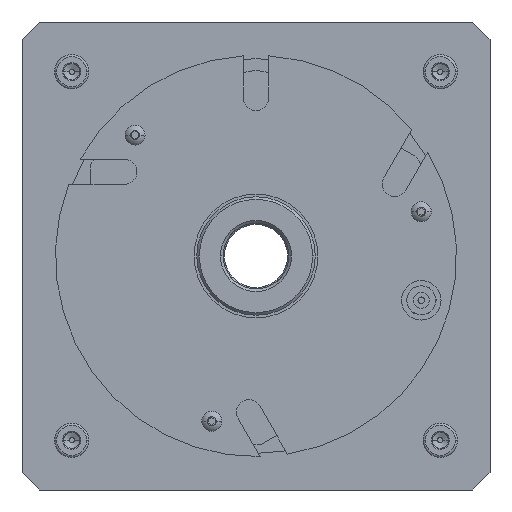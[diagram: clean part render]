
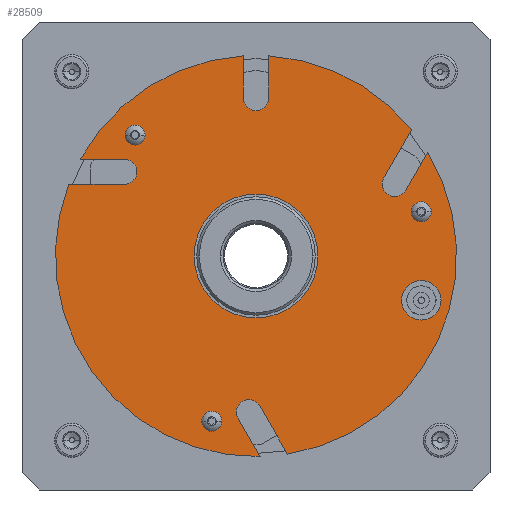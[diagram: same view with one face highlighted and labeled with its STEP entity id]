
A CAD part, front view. The second image highlights one B-rep face of the part: STEP entity #28509.
In plain terms, the highlighted planar face has unit normal (0, -1, 0).
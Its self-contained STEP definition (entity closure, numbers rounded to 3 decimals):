
#28012=CARTESIAN_POINT('',(0.,-109.022,0.));
#28013=DIRECTION('',(0.,-1.,0.));
#28014=DIRECTION('',(-1.,0.,0.));
#28015=AXIS2_PLACEMENT_3D('',#28012,#28013,#28014);
#28017=CARTESIAN_POINT('',(0.,-109.022,0.));
#28018=DIRECTION('',(0.,-1.,0.));
#28019=DIRECTION('',(1.,0.,0.));
#28020=AXIS2_PLACEMENT_3D('',#28017,#28018,#28019);
#28022=CARTESIAN_POINT('',(-16.823,-109.022,-62.785));
#28023=DIRECTION('',(0.,-1.,0.));
#28024=DIRECTION('',(1.,0.,0.));
#28025=AXIS2_PLACEMENT_3D('',#28022,#28023,#28024);
#28027=CARTESIAN_POINT('',(-16.823,-109.022,-62.785));
#28028=DIRECTION('',(0.,-1.,0.));
#28029=DIRECTION('',(-1.,0.,0.));
#28030=AXIS2_PLACEMENT_3D('',#28027,#28028,#28029);
#28032=CARTESIAN_POINT('',(-45.962,-109.022,45.962));
#28033=DIRECTION('',(0.,-1.,0.));
#28034=DIRECTION('',(-0.5,0.,-0.866));
#28035=AXIS2_PLACEMENT_3D('',#28032,#28033,#28034);
#28037=CARTESIAN_POINT('',(-45.962,-109.022,45.962));
#28038=DIRECTION('',(0.,-1.,0.));
#28039=DIRECTION('',(0.5,0.,0.866));
#28040=AXIS2_PLACEMENT_3D('',#28037,#28038,#28039);
#28042=CARTESIAN_POINT('',(62.785,-109.022,16.823));
#28043=DIRECTION('',(0.,-1.,0.));
#28044=DIRECTION('',(-0.5,0.,0.866));
#28045=AXIS2_PLACEMENT_3D('',#28042,#28043,#28044);
#28047=CARTESIAN_POINT('',(62.785,-109.022,16.823));
#28048=DIRECTION('',(0.,-1.,0.));
#28049=DIRECTION('',(0.5,0.,-0.866));
#28050=AXIS2_PLACEMENT_3D('',#28047,#28048,#28049);
#28052=CARTESIAN_POINT('',(62.785,-109.022,-16.823));
#28053=DIRECTION('',(0.,-1.,0.));
#28054=DIRECTION('',(-1.,0.,0.));
#28055=AXIS2_PLACEMENT_3D('',#28052,#28053,#28054);
#28057=CARTESIAN_POINT('',(62.785,-109.022,-16.823));
#28058=DIRECTION('',(0.,-1.,0.));
#28059=DIRECTION('',(1.,0.,0.));
#28060=AXIS2_PLACEMENT_3D('',#28057,#28058,#28059);
#28062=DIRECTION('',(0.,0.,-1.));
#28063=VECTOR('',#28062,16.052);
#28064=CARTESIAN_POINT('',(-4.75,-109.022,76.052));
#28065=LINE('',#28064,#28063);
#28066=CARTESIAN_POINT('',(0.,-109.022,60.));
#28067=DIRECTION('',(0.,-1.,0.));
#28068=DIRECTION('',(-1.,0.,0.));
#28069=AXIS2_PLACEMENT_3D('',#28066,#28067,#28068);
#28071=DIRECTION('',(0.,0.,1.));
#28072=VECTOR('',#28071,16.052);
#28073=CARTESIAN_POINT('',(4.75,-109.022,60.));
#28074=LINE('',#28073,#28072);
#28075=DIRECTION('',(-0.5,0.,-0.866));
#28076=VECTOR('',#28075,21.161);
#28077=CARTESIAN_POINT('',(59.18,-109.022,48.002));
#28078=LINE('',#28077,#28076);
#28079=CARTESIAN_POINT('',(52.713,-109.022,27.301));
#28080=DIRECTION('',(0.,-1.,0.));
#28081=DIRECTION('',(-0.866,0.,0.5));
#28082=AXIS2_PLACEMENT_3D('',#28079,#28080,#28081);
#28084=DIRECTION('',(0.5,0.,0.866));
#28085=VECTOR('',#28084,16.752);
#28086=CARTESIAN_POINT('',(56.826,-109.022,24.926));
#28087=LINE('',#28086,#28085);
#28088=DIRECTION('',(-0.5,0.,0.866));
#28089=VECTOR('',#28088,21.161);
#28090=CARTESIAN_POINT('',(11.981,-109.022,-75.252));
#28091=LINE('',#28090,#28089);
#28092=CARTESIAN_POINT('',(-2.713,-109.022,-59.301));
#28093=DIRECTION('',(0.,-1.,0.));
#28094=DIRECTION('',(0.866,0.,0.5));
#28095=AXIS2_PLACEMENT_3D('',#28092,#28093,#28094);
#28097=DIRECTION('',(0.5,0.,-0.866));
#28098=VECTOR('',#28097,16.752);
#28099=CARTESIAN_POINT('',(-6.826,-109.022,-61.676));
#28100=LINE('',#28099,#28098);
#28101=DIRECTION('',(1.,0.,0.));
#28102=VECTOR('',#28101,21.161);
#28103=CARTESIAN_POINT('',(-71.161,-109.022,27.25));
#28104=LINE('',#28103,#28102);
#28105=CARTESIAN_POINT('',(-50.,-109.022,32.));
#28106=DIRECTION('',(0.,-1.,0.));
#28107=DIRECTION('',(0.,0.,-1.));
#28108=AXIS2_PLACEMENT_3D('',#28105,#28106,#28107);
#28110=DIRECTION('',(-1.,0.,0.));
#28111=VECTOR('',#28110,16.752);
#28112=CARTESIAN_POINT('',(-50.,-109.022,36.75));
#28113=LINE('',#28112,#28111);
#28245=CARTESIAN_POINT('',(0.,-109.022,0.));
#28246=DIRECTION('',(0.,-1.,0.));
#28247=DIRECTION('',(-0.934,0.,0.358));
#28248=AXIS2_PLACEMENT_3D('',#28245,#28246,#28247);
#28254=CARTESIAN_POINT('',(0.,-109.022,0.));
#28255=DIRECTION('',(0.,-1.,0.));
#28256=DIRECTION('',(0.157,0.,-0.988));
#28257=AXIS2_PLACEMENT_3D('',#28254,#28255,#28256);
#28272=CARTESIAN_POINT('',(0.,-109.022,0.));
#28273=DIRECTION('',(0.,-1.,0.));
#28274=DIRECTION('',(-0.062,0.,0.998));
#28275=AXIS2_PLACEMENT_3D('',#28272,#28273,#28274);
#28299=CARTESIAN_POINT('',(0.,-109.022,0.));
#28300=DIRECTION('',(0.,-1.,0.));
#28301=DIRECTION('',(0.777,0.,0.63));
#28302=AXIS2_PLACEMENT_3D('',#28299,#28300,#28301);
#28336=CARTESIAN_POINT('',(-23.5,-109.022,0.));
#28337=CARTESIAN_POINT('',(23.5,-109.022,0.));
#28338=VERTEX_POINT('',#28336);
#28339=VERTEX_POINT('',#28337);
#28344=CARTESIAN_POINT('',(-18.973,-109.022,-62.785));
#28345=CARTESIAN_POINT('',(-14.673,-109.022,-62.785));
#28346=VERTEX_POINT('',#28344);
#28347=VERTEX_POINT('',#28345);
#28352=CARTESIAN_POINT('',(-44.887,-109.022,47.824));
#28353=CARTESIAN_POINT('',(-47.037,-109.022,44.1));
#28354=VERTEX_POINT('',#28352);
#28355=VERTEX_POINT('',#28353);
#28360=CARTESIAN_POINT('',(63.86,-109.022,14.961));
#28361=CARTESIAN_POINT('',(61.71,-109.022,18.685));
#28362=VERTEX_POINT('',#28360);
#28363=VERTEX_POINT('',#28361);
#28368=CARTESIAN_POINT('',(55.285,-109.022,-16.823));
#28369=CARTESIAN_POINT('',(70.285,-109.022,-16.823));
#28370=VERTEX_POINT('',#28368);
#28371=VERTEX_POINT('',#28369);
#28376=CARTESIAN_POINT('',(-50.,-109.022,27.25));
#28377=CARTESIAN_POINT('',(-50.,-109.022,36.75));
#28378=VERTEX_POINT('',#28376);
#28379=VERTEX_POINT('',#28377);
#28380=CARTESIAN_POINT('',(-66.752,-109.022,36.75));
#28381=VERTEX_POINT('',#28380);
#28382=CARTESIAN_POINT('',(-71.161,-109.022,27.25));
#28383=VERTEX_POINT('',#28382);
#28392=CARTESIAN_POINT('',(48.599,-109.022,29.676));
#28393=CARTESIAN_POINT('',(56.826,-109.022,24.926));
#28394=VERTEX_POINT('',#28392);
#28395=VERTEX_POINT('',#28393);
#28396=CARTESIAN_POINT('',(65.203,-109.022,39.434));
#28397=VERTEX_POINT('',#28396);
#28398=CARTESIAN_POINT('',(59.18,-109.022,48.002));
#28399=VERTEX_POINT('',#28398);
#28408=CARTESIAN_POINT('',(1.401,-109.022,-56.926));
#28409=CARTESIAN_POINT('',(-6.826,-109.022,-61.676));
#28410=VERTEX_POINT('',#28408);
#28411=VERTEX_POINT('',#28409);
#28412=CARTESIAN_POINT('',(1.55,-109.022,-76.184));
#28413=VERTEX_POINT('',#28412);
#28414=CARTESIAN_POINT('',(11.981,-109.022,-75.252));
#28415=VERTEX_POINT('',#28414);
#28424=CARTESIAN_POINT('',(-4.75,-109.022,76.052));
#28425=CARTESIAN_POINT('',(-4.75,-109.022,60.));
#28426=VERTEX_POINT('',#28424);
#28427=VERTEX_POINT('',#28425);
#28428=CARTESIAN_POINT('',(4.75,-109.022,60.));
#28429=VERTEX_POINT('',#28428);
#28430=CARTESIAN_POINT('',(4.75,-109.022,76.052));
#28431=VERTEX_POINT('',#28430);
#28440=CARTESIAN_POINT('',(0.,-109.022,0.));
#28441=DIRECTION('',(0.,1.,0.));
#28442=DIRECTION('',(1.,0.,0.));
#28443=AXIS2_PLACEMENT_3D('',#28440,#28441,#28442);
#28444=PLANE('',#28443);
#28446=ORIENTED_EDGE('',*,*,#28445,.T.);
#28448=ORIENTED_EDGE('',*,*,#28447,.T.);
#28450=ORIENTED_EDGE('',*,*,#28449,.T.);
#28452=ORIENTED_EDGE('',*,*,#28451,.F.);
#28454=ORIENTED_EDGE('',*,*,#28453,.T.);
#28456=ORIENTED_EDGE('',*,*,#28455,.T.);
#28458=ORIENTED_EDGE('',*,*,#28457,.T.);
#28460=ORIENTED_EDGE('',*,*,#28459,.F.);
#28462=ORIENTED_EDGE('',*,*,#28461,.T.);
#28464=ORIENTED_EDGE('',*,*,#28463,.T.);
#28466=ORIENTED_EDGE('',*,*,#28465,.T.);
#28468=ORIENTED_EDGE('',*,*,#28467,.F.);
#28470=ORIENTED_EDGE('',*,*,#28469,.T.);
#28472=ORIENTED_EDGE('',*,*,#28471,.T.);
#28474=ORIENTED_EDGE('',*,*,#28473,.T.);
#28476=ORIENTED_EDGE('',*,*,#28475,.F.);
#28477=EDGE_LOOP('',(#28446,#28448,#28450,#28452,#28454,#28456,#28458,#28460,
#28462,#28464,#28466,#28468,#28470,#28472,#28474,#28476));
#28478=FACE_OUTER_BOUND('',#28477,.F.);
#28480=ORIENTED_EDGE('',*,*,#28479,.T.);
#28482=ORIENTED_EDGE('',*,*,#28481,.T.);
#28483=EDGE_LOOP('',(#28480,#28482));
#28484=FACE_BOUND('',#28483,.F.);
#28486=ORIENTED_EDGE('',*,*,#28485,.T.);
#28488=ORIENTED_EDGE('',*,*,#28487,.T.);
#28489=EDGE_LOOP('',(#28486,#28488));
#28490=FACE_BOUND('',#28489,.F.);
#28492=ORIENTED_EDGE('',*,*,#28491,.T.);
#28494=ORIENTED_EDGE('',*,*,#28493,.T.);
#28495=EDGE_LOOP('',(#28492,#28494));
#28496=FACE_BOUND('',#28495,.F.);
#28498=ORIENTED_EDGE('',*,*,#28497,.T.);
#28500=ORIENTED_EDGE('',*,*,#28499,.T.);
#28501=EDGE_LOOP('',(#28498,#28500));
#28502=FACE_BOUND('',#28501,.F.);
#28504=ORIENTED_EDGE('',*,*,#28503,.T.);
#28506=ORIENTED_EDGE('',*,*,#28505,.T.);
#28507=EDGE_LOOP('',(#28504,#28506));
#28508=FACE_BOUND('',#28507,.F.);
#28509=ADVANCED_FACE('',(#28478,#28484,#28490,#28496,#28502,#28508),#28444,.F.);
#28016=CIRCLE('',#28015,23.5);
#28021=CIRCLE('',#28020,23.5);
#28026=CIRCLE('',#28025,2.15);
#28031=CIRCLE('',#28030,2.15);
#28036=CIRCLE('',#28035,2.15);
#28041=CIRCLE('',#28040,2.15);
#28046=CIRCLE('',#28045,2.15);
#28051=CIRCLE('',#28050,2.15);
#28056=CIRCLE('',#28055,7.5);
#28061=CIRCLE('',#28060,7.5);
#28070=CIRCLE('',#28069,4.75);
#28083=CIRCLE('',#28082,4.75);
#28096=CIRCLE('',#28095,4.75);
#28109=CIRCLE('',#28108,4.75);
#28249=CIRCLE('',#28248,76.2);
#28258=CIRCLE('',#28257,76.2);
#28276=CIRCLE('',#28275,76.2);
#28303=CIRCLE('',#28302,76.2);
#28445=EDGE_CURVE('',#28426,#28427,#28065,.T.);
#28447=EDGE_CURVE('',#28427,#28429,#28070,.T.);
#28449=EDGE_CURVE('',#28429,#28431,#28074,.T.);
#28451=EDGE_CURVE('',#28399,#28431,#28303,.T.);
#28453=EDGE_CURVE('',#28399,#28394,#28078,.T.);
#28455=EDGE_CURVE('',#28394,#28395,#28083,.T.);
#28457=EDGE_CURVE('',#28395,#28397,#28087,.T.);
#28459=EDGE_CURVE('',#28415,#28397,#28258,.T.);
#28461=EDGE_CURVE('',#28415,#28410,#28091,.T.);
#28463=EDGE_CURVE('',#28410,#28411,#28096,.T.);
#28465=EDGE_CURVE('',#28411,#28413,#28100,.T.);
#28467=EDGE_CURVE('',#28383,#28413,#28249,.T.);
#28469=EDGE_CURVE('',#28383,#28378,#28104,.T.);
#28471=EDGE_CURVE('',#28378,#28379,#28109,.T.);
#28473=EDGE_CURVE('',#28379,#28381,#28113,.T.);
#28475=EDGE_CURVE('',#28426,#28381,#28276,.T.);
#28479=EDGE_CURVE('',#28347,#28346,#28026,.T.);
#28481=EDGE_CURVE('',#28346,#28347,#28031,.T.);
#28485=EDGE_CURVE('',#28355,#28354,#28036,.T.);
#28487=EDGE_CURVE('',#28354,#28355,#28041,.T.);
#28491=EDGE_CURVE('',#28363,#28362,#28046,.T.);
#28493=EDGE_CURVE('',#28362,#28363,#28051,.T.);
#28497=EDGE_CURVE('',#28370,#28371,#28056,.T.);
#28499=EDGE_CURVE('',#28371,#28370,#28061,.T.);
#28503=EDGE_CURVE('',#28338,#28339,#28016,.T.);
#28505=EDGE_CURVE('',#28339,#28338,#28021,.T.);
